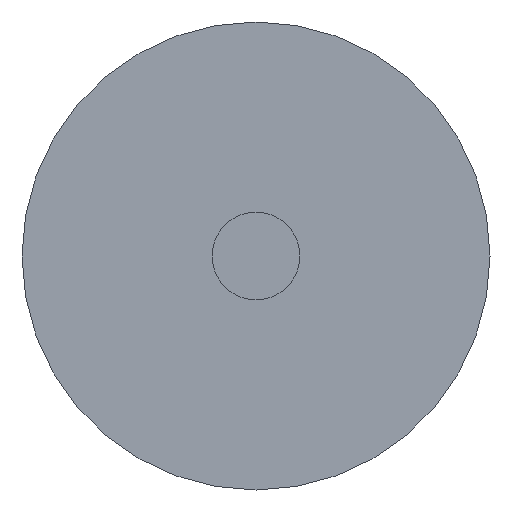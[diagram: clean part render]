
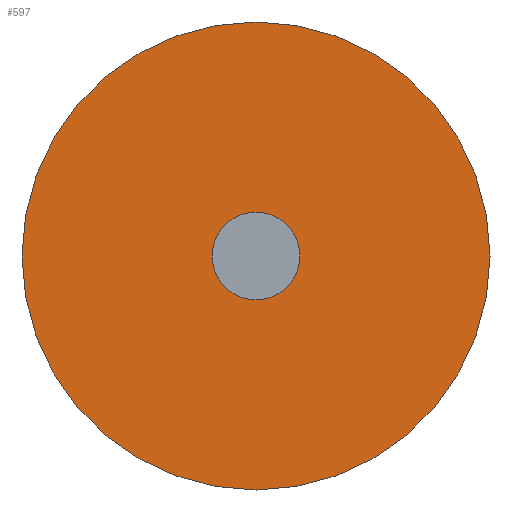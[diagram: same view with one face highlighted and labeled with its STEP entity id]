
A CAD part, front view. The second image highlights one B-rep face of the part: STEP entity #597.
In plain terms, the highlighted planar face has unit normal (0, -1, 0).
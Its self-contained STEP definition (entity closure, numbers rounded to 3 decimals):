
#65 = VERTEX_POINT ( 'NONE', #1325 ) ;
#330 = EDGE_CURVE ( 'NONE', #65, #406, #1864, .T. ) ;
#334 = VERTEX_POINT ( 'NONE', #1989 ) ;
#383 = VERTEX_POINT ( 'NONE', #2015 ) ;
#385 = EDGE_CURVE ( 'NONE', #383, #334, #2012, .T. ) ;
#406 = VERTEX_POINT ( 'NONE', #2134 ) ;
#597 = ADVANCED_FACE ( 'NONE', ( #2565, #2563 ), #2516, .T. ) ;
#601 = ORIENTED_EDGE ( 'NONE', *, *, #700, .F. ) ;
#697 = EDGE_LOOP ( 'NONE', ( #699, #769 ) ) ;
#699 = ORIENTED_EDGE ( 'NONE', *, *, #385, .T. ) ;
#700 = EDGE_CURVE ( 'NONE', #406, #65, #2839, .T. ) ;
#715 = ORIENTED_EDGE ( 'NONE', *, *, #330, .F. ) ;
#761 = EDGE_LOOP ( 'NONE', ( #601, #715 ) ) ;
#769 = ORIENTED_EDGE ( 'NONE', *, *, #773, .T. ) ;
#773 = EDGE_CURVE ( 'NONE', #334, #383, #2845, .T. ) ;
#1325 = CARTESIAN_POINT ( 'NONE',  ( 0., 0., 7.5 ) ) ;
#1862 = DIRECTION ( 'NONE',  ( 0., -1., 0. ) ) ;
#1863 = CARTESIAN_POINT ( 'NONE',  ( 0., 0., 0. ) ) ;
#1864 = CIRCLE ( 'NONE', #1941, 7.5 ) ;
#1941 = AXIS2_PLACEMENT_3D ( 'NONE', #1863, #1862, #1993 ) ;
#1989 = CARTESIAN_POINT ( 'NONE',  ( 0., 0., 40. ) ) ;
#1993 = DIRECTION ( 'NONE',  ( 0., 0., -1. ) ) ;
#2012 = CIRCLE ( 'NONE', #2122, 40. ) ;
#2015 = CARTESIAN_POINT ( 'NONE',  ( 0., 0., -40. ) ) ;
#2065 = DIRECTION ( 'NONE',  ( 0., 0., -1. ) ) ;
#2066 = DIRECTION ( 'NONE',  ( 0., -1., 0. ) ) ;
#2067 = CARTESIAN_POINT ( 'NONE',  ( 0., 0., 0. ) ) ;
#2122 = AXIS2_PLACEMENT_3D ( 'NONE', #2067, #2066, #2065 ) ;
#2134 = CARTESIAN_POINT ( 'NONE',  ( 0., 0., -7.5 ) ) ;
#2516 = PLANE ( 'NONE',  #2559 ) ;
#2559 = AXIS2_PLACEMENT_3D ( 'NONE', #2573, #2627, #2626 ) ;
#2563 = FACE_OUTER_BOUND ( 'NONE', #697, .T. ) ;
#2565 = FACE_BOUND ( 'NONE', #761, .T. ) ;
#2573 = CARTESIAN_POINT ( 'NONE',  ( 0., 0., 0. ) ) ;
#2626 = DIRECTION ( 'NONE',  ( 0., 0., -1. ) ) ;
#2627 = DIRECTION ( 'NONE',  ( 0., -1., 0. ) ) ;
#2836 = DIRECTION ( 'NONE',  ( 0., -1., 0. ) ) ;
#2837 = CARTESIAN_POINT ( 'NONE',  ( 0., 0., 0. ) ) ;
#2838 = AXIS2_PLACEMENT_3D ( 'NONE', #2837, #2836, #2971 ) ;
#2839 = CIRCLE ( 'NONE', #2838, 7.5 ) ;
#2845 = CIRCLE ( 'NONE', #2897, 40. ) ;
#2888 = DIRECTION ( 'NONE',  ( 0., 0., -1. ) ) ;
#2889 = DIRECTION ( 'NONE',  ( 0., -1., 0. ) ) ;
#2890 = CARTESIAN_POINT ( 'NONE',  ( 0., 0., 0. ) ) ;
#2897 = AXIS2_PLACEMENT_3D ( 'NONE', #2890, #2889, #2888 ) ;
#2971 = DIRECTION ( 'NONE',  ( 0., 0., -1. ) ) ;
